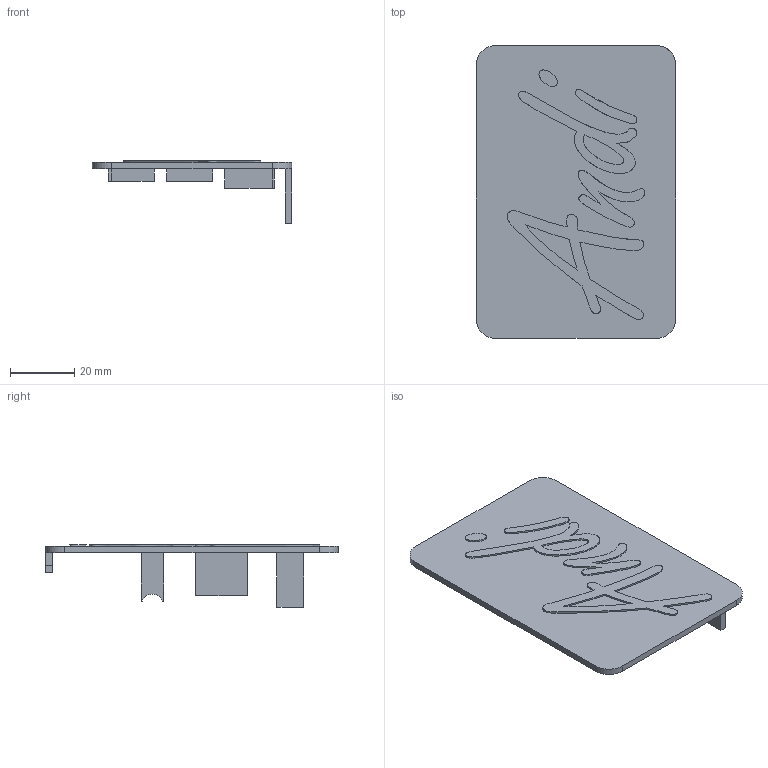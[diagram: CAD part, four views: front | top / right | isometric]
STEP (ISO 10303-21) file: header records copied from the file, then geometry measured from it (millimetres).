
FILE_DESCRIPTION(/* description */ ('Deckel_Rasperry'),/* implementation_level */ '2;1');
FILE_NAME(/* name */ '00003016__-.stp',/* time_stamp */ '2016-11-29T11:45:23+01:00',/* author */ ('BU'),/* organization */ (''),/* preprocessor_version */ 'ST-DEVELOPER v16.1',/* originating_system */ 'Autodesk Inventor 2016',/* authorisation */ '');
FILE_SCHEMA (('AUTOMOTIVE_DESIGN { 1 0 10303 214 3 1 1 }'));
Length unit declared in the file: millimetre
Products named in the file (1): 00003016
Bounding box: 62 x 91 x 19.4 mm (x, y, z)
Volume: 12923.2 mm3; surface area: 13622.6 mm2
Topology: 1 solids, 1 shells, 164 faces, 465 edges, 310 vertices
Faces by surface type: bspline 117, plane 40, cylinder 7
Entity records: 5660 total; most frequent: CARTESIAN_POINT 2170, ORIENTED_EDGE 930, EDGE_CURVE 465, DIRECTION 343, VERTEX_POINT 310, B_SPLINE_CURVE_WITH_KNOTS 234, LINE 215, VECTOR 215
